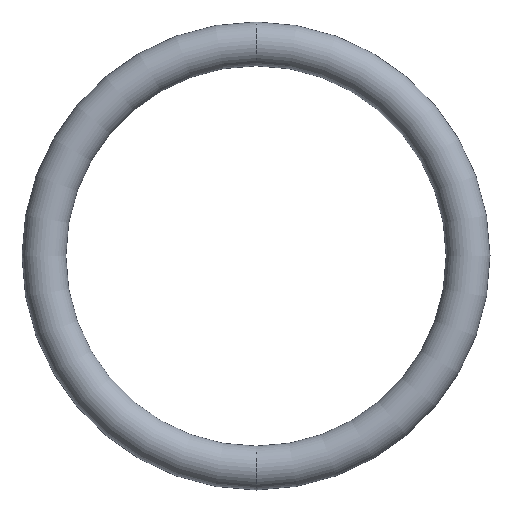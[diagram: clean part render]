
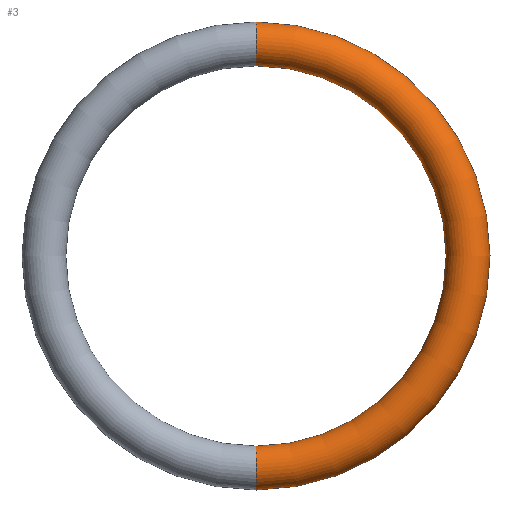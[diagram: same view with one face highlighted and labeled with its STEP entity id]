
A CAD part, front view. The second image highlights one B-rep face of the part: STEP entity #3.
In plain terms, the highlighted toroidal (fillet/blend) face has major radius 7.25 mm and minor radius 0.75 mm.
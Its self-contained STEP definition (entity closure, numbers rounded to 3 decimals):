
#3 = ADVANCED_FACE ( 'NONE', ( #86 ), #133, .T. ) ;
#7 = AXIS2_PLACEMENT_3D ( 'NONE', #21, #27, #28 ) ;
#9 = EDGE_CURVE ( 'NONE', #112, #105, #93, .T. ) ;
#10 = EDGE_CURVE ( 'NONE', #112, #99, #156, .T. ) ;
#12 = EDGE_CURVE ( 'NONE', #99, #90, #103, .T. ) ;
#17 = AXIS2_PLACEMENT_3D ( 'NONE', #48, #49, #50 ) ;
#21 = CARTESIAN_POINT ( 'NONE',  ( 0., 0., 0. ) ) ;
#22 = AXIS2_PLACEMENT_3D ( 'NONE', #88, #89, #91 ) ;
#27 = DIRECTION ( 'NONE',  ( 0., 1., 0. ) ) ;
#28 = DIRECTION ( 'NONE',  ( 0., 0., 1. ) ) ;
#31 = AXIS2_PLACEMENT_3D ( 'NONE', #36, #37, #38 ) ;
#36 = CARTESIAN_POINT ( 'NONE',  ( 0., 0., 7.25 ) ) ;
#37 = DIRECTION ( 'NONE',  ( -1., 0., 0. ) ) ;
#38 = DIRECTION ( 'NONE',  ( 0., 0., 1. ) ) ;
#39 = CARTESIAN_POINT ( 'NONE',  ( 0., 0., 0. ) ) ;
#40 = DIRECTION ( 'NONE',  ( 0., 1., 0. ) ) ;
#41 = DIRECTION ( 'NONE',  ( 0., 0., 1. ) ) ;
#48 = CARTESIAN_POINT ( 'NONE',  ( 0., 0., -7.25 ) ) ;
#49 = DIRECTION ( 'NONE',  ( 1., 0., 0. ) ) ;
#50 = DIRECTION ( 'NONE',  ( 0., 0., -1. ) ) ;
#66 = ORIENTED_EDGE ( 'NONE', *, *, #12, .T. ) ;
#69 = CARTESIAN_POINT ( 'NONE',  ( 0., 0., -6.5 ) ) ;
#72 = CARTESIAN_POINT ( 'NONE',  ( 0., 0., 8. ) ) ;
#73 = CARTESIAN_POINT ( 'NONE',  ( 0., 0., -8. ) ) ;
#74 = EDGE_LOOP ( 'NONE', ( #128, #126, #120, #66 ) ) ;
#76 = CARTESIAN_POINT ( 'NONE',  ( 0., 0., 6.5 ) ) ;
#86 = FACE_OUTER_BOUND ( 'NONE', #74, .T. ) ;
#88 = CARTESIAN_POINT ( 'NONE',  ( 0., 0., 0. ) ) ;
#89 = DIRECTION ( 'NONE',  ( 0., 1., 0. ) ) ;
#90 = VERTEX_POINT ( 'NONE', #73 ) ;
#91 = DIRECTION ( 'NONE',  ( 0., 0., 1. ) ) ;
#93 = CIRCLE ( 'NONE', #31, 0.75 ) ;
#99 = VERTEX_POINT ( 'NONE', #69 ) ;
#103 = CIRCLE ( 'NONE', #17, 0.75 ) ;
#105 = VERTEX_POINT ( 'NONE', #72 ) ;
#112 = VERTEX_POINT ( 'NONE', #76 ) ;
#120 = ORIENTED_EDGE ( 'NONE', *, *, #10, .T. ) ;
#126 = ORIENTED_EDGE ( 'NONE', *, *, #9, .F. ) ;
#128 = ORIENTED_EDGE ( 'NONE', *, *, #150, .F. ) ;
#133 = TOROIDAL_SURFACE ( 'NONE', #7, 7.25, 0.75 ) ;
#150 = EDGE_CURVE ( 'NONE', #105, #90, #152, .T. ) ;
#152 = CIRCLE ( 'NONE', #22, 8. ) ;
#156 = CIRCLE ( 'NONE', #157, 6.5 ) ;
#157 = AXIS2_PLACEMENT_3D ( 'NONE', #39, #40, #41 ) ;
